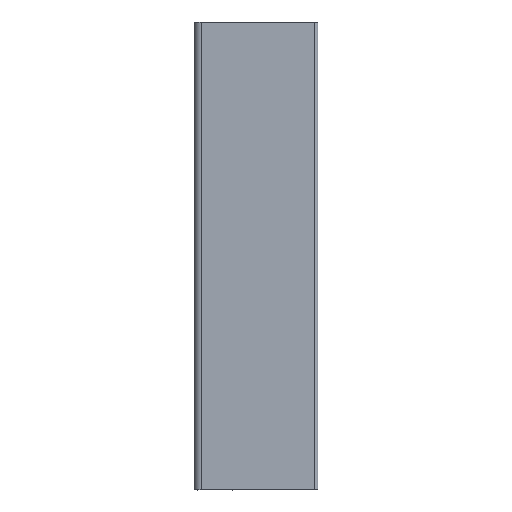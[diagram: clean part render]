
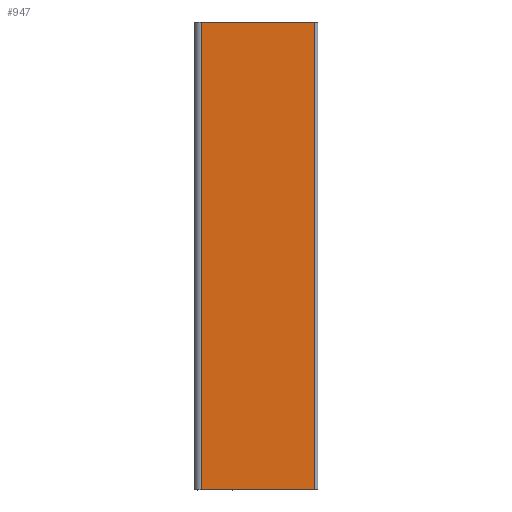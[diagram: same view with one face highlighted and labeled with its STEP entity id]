
A CAD part, top view. The second image highlights one B-rep face of the part: STEP entity #947.
In plain terms, the highlighted planar face has unit normal (0, 0, 1).
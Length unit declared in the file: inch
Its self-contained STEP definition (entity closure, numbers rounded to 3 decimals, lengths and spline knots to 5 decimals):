
#884=CARTESIAN_POINT('',(11.05214,10.43083,0.59725));
#885=VERTEX_POINT('',#884);
#893=CARTESIAN_POINT('',(11.05214,4.43083,0.59725));
#894=VERTEX_POINT('',#893);
#895=CARTESIAN_POINT('',(11.05214,7.43083,0.59725));
#896=DIRECTION('',(0.,-1.,0.));
#897=VECTOR('',#896,1.);
#898=LINE('',#895,#897);
#899=EDGE_CURVE('',#885,#894,#898,.T.);
#917=CARTESIAN_POINT('',(9.60164,10.43083,0.59725));
#918=VERTEX_POINT('',#917);
#919=CARTESIAN_POINT('',(11.05214,10.43083,0.59725));
#920=DIRECTION('',(-1.,0.,0.));
#921=VECTOR('',#920,1.);
#922=LINE('',#919,#921);
#923=EDGE_CURVE('',#885,#918,#922,.T.);
#924=ORIENTED_EDGE('',*,*,#923,.T.);
#925=CARTESIAN_POINT('',(9.60164,4.43083,0.59725));
#926=VERTEX_POINT('',#925);
#927=CARTESIAN_POINT('',(9.60164,7.43083,0.59725));
#928=DIRECTION('',(0.,1.,0.));
#929=VECTOR('',#928,1.);
#930=LINE('',#927,#929);
#931=EDGE_CURVE('',#926,#918,#930,.T.);
#932=ORIENTED_EDGE('',*,*,#931,.F.);
#933=CARTESIAN_POINT('',(11.05214,4.43083,0.59725));
#934=DIRECTION('',(1.,0.,0.));
#935=VECTOR('',#934,1.);
#936=LINE('',#933,#935);
#937=EDGE_CURVE('',#926,#894,#936,.T.);
#938=ORIENTED_EDGE('',*,*,#937,.T.);
#939=ORIENTED_EDGE('',*,*,#899,.F.);
#940=EDGE_LOOP('',(#924,#932,#938,#939));
#941=FACE_OUTER_BOUND('',#940,.T.);
#942=CARTESIAN_POINT('',(10.32689,7.43083,0.59725));
#943=DIRECTION('',(0.,0.,1.));
#944=DIRECTION('',(1.,0.,0.));
#945=AXIS2_PLACEMENT_3D('',#942,#943,#944);
#946=PLANE('',#945);
#947=ADVANCED_FACE('',(#941),#946,.T.);
